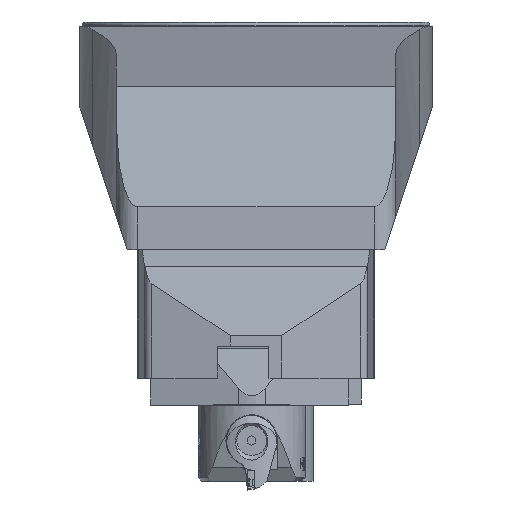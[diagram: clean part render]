
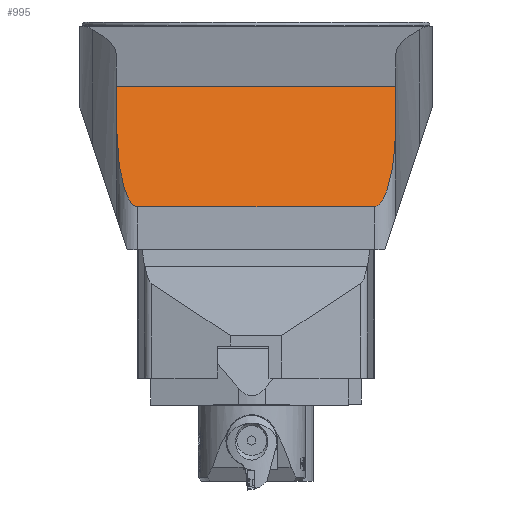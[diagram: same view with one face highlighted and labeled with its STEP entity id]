
A CAD part, left-side view. The second image highlights one B-rep face of the part: STEP entity #995.
In plain terms, the highlighted planar face has unit normal (-0.966, 0, 0.259).
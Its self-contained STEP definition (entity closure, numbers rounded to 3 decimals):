
#516=ELLIPSE('',#9227,38.637,10.);
#517=ELLIPSE('',#9228,38.637,10.);
#586=FACE_OUTER_BOUND('',#3797,.T.);
#995=ADVANCED_FACE('',(#586),#1465,.F.);
#1465=PLANE('',#9229);
#1872=LINE('',#12539,#2772);
#1878=LINE('',#12551,#2778);
#1879=LINE('',#12557,#2779);
#1880=LINE('',#12559,#2780);
#2772=VECTOR('',#10071,1.);
#2778=VECTOR('',#10081,1.);
#2779=VECTOR('',#10086,1.);
#2780=VECTOR('',#10087,1.);
#3797=EDGE_LOOP('',(#4407,#4408,#4409,#4410,#4411,#4412));
#4407=ORIENTED_EDGE('',*,*,#7606,.T.);
#4408=ORIENTED_EDGE('',*,*,#7607,.T.);
#4409=ORIENTED_EDGE('',*,*,#7600,.F.);
#4410=ORIENTED_EDGE('',*,*,#7608,.T.);
#4411=ORIENTED_EDGE('',*,*,#7609,.T.);
#4412=ORIENTED_EDGE('',*,*,#7610,.T.);
#6769=VERTEX_POINT('',#12540);
#6770=VERTEX_POINT('',#12541);
#6773=VERTEX_POINT('',#12552);
#6774=VERTEX_POINT('',#12553);
#6775=VERTEX_POINT('',#12556);
#6776=VERTEX_POINT('',#12558);
#7600=EDGE_CURVE('',#6769,#6770,#1872,.T.);
#7606=EDGE_CURVE('',#6773,#6774,#1878,.T.);
#7607=EDGE_CURVE('',#6774,#6770,#516,.T.);
#7608=EDGE_CURVE('',#6769,#6775,#517,.T.);
#7609=EDGE_CURVE('',#6775,#6776,#1879,.T.);
#7610=EDGE_CURVE('',#6776,#6773,#1880,.T.);
#9227=AXIS2_PLACEMENT_3D('',#12554,#10082,#10083);
#9228=AXIS2_PLACEMENT_3D('',#12555,#10084,#10085);
#9229=AXIS2_PLACEMENT_3D('',#12560,#10088,#10089);
#10071=DIRECTION('',(0.,1.,0.));
#10081=DIRECTION('',(-0.259,0.,-0.966));
#10082=DIRECTION('',(-0.966,0.,0.259));
#10083=DIRECTION('',(-0.259,0.,-0.966));
#10084=DIRECTION('',(-0.966,0.,0.259));
#10085=DIRECTION('',(0.259,0.,0.966));
#10086=DIRECTION('',(0.259,0.,0.966));
#10087=DIRECTION('',(0.,1.,0.));
#10088=DIRECTION('',(0.966,0.,-0.259));
#10089=DIRECTION('',(0.259,0.,0.966));
#12539=CARTESIAN_POINT('',(-475.,-475.,-86.));
#12540=CARTESIAN_POINT('',(-475.,-55.,-86.));
#12541=CARTESIAN_POINT('',(-475.,55.,-86.));
#12551=CARTESIAN_POINT('',(-459.995,65.,-30.));
#12552=CARTESIAN_POINT('',(-459.995,65.,-30.));
#12553=CARTESIAN_POINT('',(-465.,65.,-48.679));
#12554=CARTESIAN_POINT('',(-465.,55.,-48.679));
#12555=CARTESIAN_POINT('',(-465.,-55.,-48.679));
#12556=CARTESIAN_POINT('',(-465.,-65.,-48.679));
#12557=CARTESIAN_POINT('',(-459.995,-65.,-30.));
#12558=CARTESIAN_POINT('',(-459.995,-65.,-30.));
#12559=CARTESIAN_POINT('',(-459.995,-475.,-30.));
#12560=CARTESIAN_POINT('',(-459.995,-475.,-30.));
